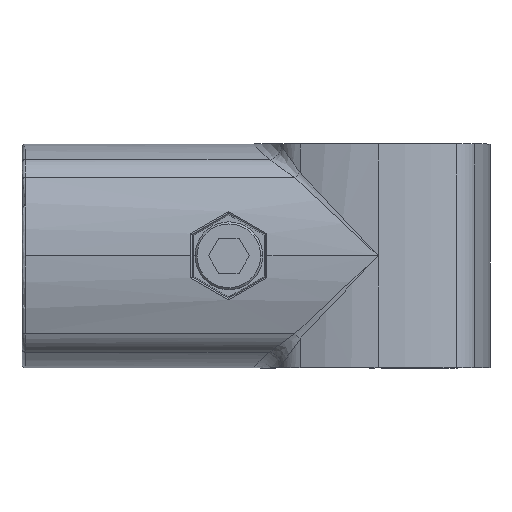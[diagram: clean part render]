
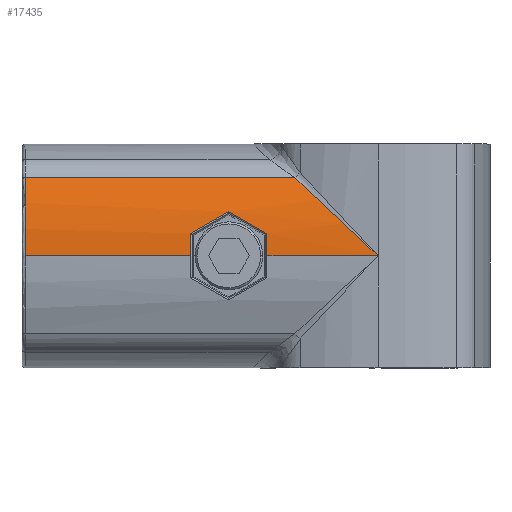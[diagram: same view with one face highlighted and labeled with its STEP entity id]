
A CAD part, top view. The second image highlights one B-rep face of the part: STEP entity #17435.
In plain terms, the highlighted cylindrical face has radius 30 mm (diameter 60 mm), a partial arc.
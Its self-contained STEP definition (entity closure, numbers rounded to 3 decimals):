
#110 = FACE_OUTER_BOUND ( 'NONE', #11036, .T. ) ;
#180 = CARTESIAN_POINT ( 'NONE',  ( -25.742, 4.353, 68.703 ) ) ;
#536 = CARTESIAN_POINT ( 'NONE',  ( -22., 6.52, 68.283 ) ) ;
#763 = EDGE_CURVE ( 'NONE', #19264, #36409, #3311, .T. ) ;
#868 = VECTOR ( 'NONE', #40107, 1000. ) ;
#897 = AXIS2_PLACEMENT_3D ( 'NONE', #27578, #10174, #24379 ) ;
#1200 = EDGE_CURVE ( 'NONE', #33680, #40600, #14759, .T. ) ;
#1235 = CARTESIAN_POINT ( 'NONE',  ( -5.237, 4.909, 68.596 ) ) ;
#2061 = CARTESIAN_POINT ( 'NONE',  ( -5.509, 5.164, 68.552 ) ) ;
#2354 = EDGE_CURVE ( 'NONE', #37141, #19264, #30428, .T. ) ;
#2358 = CARTESIAN_POINT ( 'NONE',  ( -16.379, 0., 69. ) ) ;
#3311 =( BOUNDED_CURVE ( )  B_SPLINE_CURVE ( 3, ( #39231, #31713, #24647, #38562, #21193 ),
 .UNSPECIFIED., .F., .T. ) 
 B_SPLINE_CURVE_WITH_KNOTS ( ( 4, 1, 4 ),
 ( 0., 0.225, 0.5 ),
 .UNSPECIFIED. ) 
 CURVE ( )  GEOMETRIC_REPRESENTATION_ITEM ( )  RATIONAL_B_SPLINE_CURVE ( ( 1.167, 1.167, 1.167, 1.167, 1.167 ) ) 
 REPRESENTATION_ITEM ( '' )  );
#3567 = CARTESIAN_POINT ( 'NONE',  ( -52.5, 0., 39. ) ) ;
#3577 = VECTOR ( 'NONE', #11701, 1000. ) ;
#5357 = LINE ( 'NONE', #33939, #868 ) ;
#5366 = CARTESIAN_POINT ( 'NONE',  ( -16.381, 2.725, 68.881 ) ) ;
#5996 = CARTESIAN_POINT ( 'NONE',  ( -27.618, 3.265, 68.822 ) ) ;
#7355 = B_SPLINE_CURVE_WITH_KNOTS ( 'NONE', 3,
 ( #9429, #32614, #43095, #36872, #37321, #19952, #20178, #29205, #1235, #19722, #25772, #34100, #44166, #37096, #30254, #23629, #2061, #26811, #33429, #33650, #16049, #40735 ),
 .UNSPECIFIED., .F., .F.,
 ( 4, 2, 2, 2, 1, 1, 1, 1, 1, 1, 2, 2, 2, 4 ),
 ( 0., 0.25, 0.375, 0.437, 0.469, 0.484, 0.492, 0.496, 0.498, 0.499, 0.5, 0.5, 0.75, 1. ),
 .UNSPECIFIED. ) ;
#8122 = CARTESIAN_POINT ( 'NONE',  ( -16.382, 3.265, 68.822 ) ) ;
#9429 = CARTESIAN_POINT ( 'NONE',  ( 0., 0., 69. ) ) ;
#10174 = DIRECTION ( 'NONE',  ( -1., 0., 0. ) ) ;
#10779 = CARTESIAN_POINT ( 'NONE',  ( -27.621, 0., 69. ) ) ;
#10951 = CARTESIAN_POINT ( 'NONE',  ( -23.868, 5.439, 68.524 ) ) ;
#11036 = EDGE_LOOP ( 'NONE', ( #11142, #33502, #14584, #25023, #27823, #12053, #13589, #36078, #17017 ) ) ;
#11142 = ORIENTED_EDGE ( 'NONE', *, *, #15614, .F. ) ;
#11321 = CARTESIAN_POINT ( 'NONE',  ( -20.132, 5.439, 68.524 ) ) ;
#11701 = DIRECTION ( 'NONE',  ( -1., 0., 0. ) ) ;
#12053 = ORIENTED_EDGE ( 'NONE', *, *, #763, .F. ) ;
#12240 = CARTESIAN_POINT ( 'NONE',  ( -16.379, 1.366, 68.97 ) ) ;
#13589 = ORIENTED_EDGE ( 'NONE', *, *, #2354, .F. ) ;
#14090 = EDGE_CURVE ( 'NONE', #36409, #40777, #14885, .T. ) ;
#14584 = ORIENTED_EDGE ( 'NONE', *, *, #39443, .T. ) ;
#14759 = B_SPLINE_CURVE_WITH_KNOTS ( 'NONE', 3,
 ( #19108, #5366, #26868, #12240, #40576, #29868, #22782, #19329, #2358 ),
 .UNSPECIFIED., .F., .F.,
 ( 4, 2, 1, 2, 4 ),
 ( 0., 0.255, 0.383, 0.447, 0.51 ),
 .UNSPECIFIED. ) ;
#14885 = LINE ( 'NONE', #19238, #3577 ) ;
#15614 = EDGE_CURVE ( 'NONE', #23378, #40600, #32331, .T. ) ;
#16049 = CARTESIAN_POINT ( 'NONE',  ( -11.324, 10.616, 67.075 ) ) ;
#17017 = ORIENTED_EDGE ( 'NONE', *, *, #1200, .T. ) ;
#17126 = VECTOR ( 'NONE', #25715, 1000. ) ;
#17435 = ADVANCED_FACE ( 'NONE', ( #110 ), #42202, .T. ) ;
#17676 = VERTEX_POINT ( 'NONE', #44897 ) ;
#17900 = CARTESIAN_POINT ( 'NONE',  ( -22., 6.52, 68.283 ) ) ;
#19108 = CARTESIAN_POINT ( 'NONE',  ( -16.382, 3.265, 68.822 ) ) ;
#19238 = CARTESIAN_POINT ( 'NONE',  ( -52.5, 0., 69. ) ) ;
#19264 = VERTEX_POINT ( 'NONE', #5996 ) ;
#19329 = CARTESIAN_POINT ( 'NONE',  ( -16.379, 0.142, 69. ) ) ;
#19722 = CARTESIAN_POINT ( 'NONE',  ( -5.376, 5.04, 68.574 ) ) ;
#19952 = CARTESIAN_POINT ( 'NONE',  ( -4.673, 4.382, 68.679 ) ) ;
#20178 = CARTESIAN_POINT ( 'NONE',  ( -4.854, 4.551, 68.653 ) ) ;
#21193 = CARTESIAN_POINT ( 'NONE',  ( -27.621, 0., 69. ) ) ;
#22782 = CARTESIAN_POINT ( 'NONE',  ( -16.379, 0.276, 68.999 ) ) ;
#23378 = VERTEX_POINT ( 'NONE', #33649 ) ;
#23629 = CARTESIAN_POINT ( 'NONE',  ( -5.509, 5.165, 68.552 ) ) ;
#24379 = DIRECTION ( 'NONE',  ( 0., -0.384, 0.924 ) ) ;
#24647 = CARTESIAN_POINT ( 'NONE',  ( -27.621, 1.69, 68.967 ) ) ;
#25023 = ORIENTED_EDGE ( 'NONE', *, *, #40133, .F. ) ;
#25300 = CARTESIAN_POINT ( 'NONE',  ( -18.258, 4.353, 68.703 ) ) ;
#25715 = DIRECTION ( 'NONE',  ( -1., 0., 0. ) ) ;
#25772 = CARTESIAN_POINT ( 'NONE',  ( -5.444, 5.104, 68.563 ) ) ;
#25943 = CARTESIAN_POINT ( 'NONE',  ( -52.5, 0., 69. ) ) ;
#26811 = CARTESIAN_POINT ( 'NONE',  ( -6.816, 6.39, 68.338 ) ) ;
#26868 = CARTESIAN_POINT ( 'NONE',  ( -16.38, 2.182, 68.925 ) ) ;
#27578 = CARTESIAN_POINT ( 'NONE',  ( -52., 0., 39. ) ) ;
#27823 = ORIENTED_EDGE ( 'NONE', *, *, #14090, .F. ) ;
#28031 = VERTEX_POINT ( 'NONE', #39188 ) ;
#28236 = B_SPLINE_CURVE_WITH_KNOTS ( 'NONE', 3,
 ( #8122, #25300, #11321, #536 ),
 .UNSPECIFIED., .F., .F.,
 ( 4, 4 ),
 ( 0., 1. ),
 .UNSPECIFIED. ) ;
#29205 = CARTESIAN_POINT ( 'NONE',  ( -5.112, 4.792, 68.615 ) ) ;
#29868 = CARTESIAN_POINT ( 'NONE',  ( -16.379, 0.549, 68.995 ) ) ;
#30254 = CARTESIAN_POINT ( 'NONE',  ( -5.507, 5.162, 68.552 ) ) ;
#30428 = B_SPLINE_CURVE_WITH_KNOTS ( 'NONE', 3,
 ( #42261, #10951, #180, #38855 ),
 .UNSPECIFIED., .F., .F.,
 ( 4, 4 ),
 ( 0., 1. ),
 .UNSPECIFIED. ) ;
#30824 = DIRECTION ( 'NONE',  ( 0., 0., 1. ) ) ;
#31713 = CARTESIAN_POINT ( 'NONE',  ( -27.619, 2.777, 68.875 ) ) ;
#32331 = LINE ( 'NONE', #25943, #17126 ) ;
#32614 = CARTESIAN_POINT ( 'NONE',  ( -1.229, 1.152, 69. ) ) ;
#33392 = CARTESIAN_POINT ( 'NONE',  ( -16.379, 0., 69. ) ) ;
#33429 = CARTESIAN_POINT ( 'NONE',  ( -8.032, 7.531, 68.06 ) ) ;
#33502 = ORIENTED_EDGE ( 'NONE', *, *, #35810, .T. ) ;
#33649 = CARTESIAN_POINT ( 'NONE',  ( 0., 0., 69. ) ) ;
#33650 = CARTESIAN_POINT ( 'NONE',  ( -10.286, 9.644, 67.429 ) ) ;
#33680 = VERTEX_POINT ( 'NONE', #35451 ) ;
#33922 = EDGE_CURVE ( 'NONE', #33680, #37141, #28236, .T. ) ;
#33939 = CARTESIAN_POINT ( 'NONE',  ( -12.273, 11.506, 66.706 ) ) ;
#34100 = CARTESIAN_POINT ( 'NONE',  ( -5.478, 5.136, 68.557 ) ) ;
#35127 = DIRECTION ( 'NONE',  ( -1., 0., 0. ) ) ;
#35451 = CARTESIAN_POINT ( 'NONE',  ( -16.382, 3.265, 68.822 ) ) ;
#35810 = EDGE_CURVE ( 'NONE', #23378, #28031, #7355, .T. ) ;
#36078 = ORIENTED_EDGE ( 'NONE', *, *, #33922, .F. ) ;
#36409 = VERTEX_POINT ( 'NONE', #10779 ) ;
#36872 = CARTESIAN_POINT ( 'NONE',  ( -3.68, 3.451, 68.804 ) ) ;
#37096 = CARTESIAN_POINT ( 'NONE',  ( -5.503, 5.159, 68.553 ) ) ;
#37141 = VERTEX_POINT ( 'NONE', #17900 ) ;
#37321 = CARTESIAN_POINT ( 'NONE',  ( -4.1, 3.845, 68.755 ) ) ;
#38562 = CARTESIAN_POINT ( 'NONE',  ( -27.621, 0.599, 69. ) ) ;
#38855 = CARTESIAN_POINT ( 'NONE',  ( -27.618, 3.265, 68.822 ) ) ;
#39188 = CARTESIAN_POINT ( 'NONE',  ( -12.273, 11.506, 66.706 ) ) ;
#39231 = CARTESIAN_POINT ( 'NONE',  ( -27.618, 3.265, 68.822 ) ) ;
#39443 = EDGE_CURVE ( 'NONE', #28031, #17676, #5357, .T. ) ;
#40107 = DIRECTION ( 'NONE',  ( -1., 0., 0. ) ) ;
#40133 = EDGE_CURVE ( 'NONE', #40777, #17676, #40241, .T. ) ;
#40241 = CIRCLE ( 'NONE', #897, 30. ) ;
#40576 = CARTESIAN_POINT ( 'NONE',  ( -16.379, 0.958, 68.987 ) ) ;
#40600 = VERTEX_POINT ( 'NONE', #33392 ) ;
#40735 = CARTESIAN_POINT ( 'NONE',  ( -12.273, 11.506, 66.706 ) ) ;
#40777 = VERTEX_POINT ( 'NONE', #41168 ) ;
#41168 = CARTESIAN_POINT ( 'NONE',  ( -52., 0., 69. ) ) ;
#42202 = CYLINDRICAL_SURFACE ( 'NONE', #42985, 30. ) ;
#42261 = CARTESIAN_POINT ( 'NONE',  ( -22., 6.52, 68.283 ) ) ;
#42985 = AXIS2_PLACEMENT_3D ( 'NONE', #3567, #35127, #30824 ) ;
#43095 = CARTESIAN_POINT ( 'NONE',  ( -2.302, 2.16, 68.935 ) ) ;
#44166 = CARTESIAN_POINT ( 'NONE',  ( -5.495, 5.151, 68.554 ) ) ;
#44897 = CARTESIAN_POINT ( 'NONE',  ( -52., 11.506, 66.706 ) ) ;
